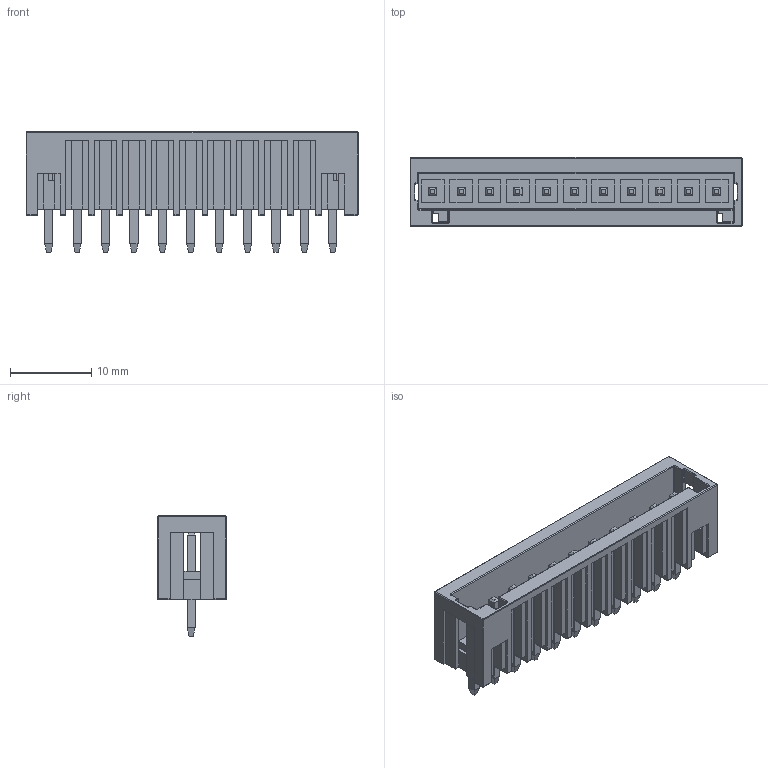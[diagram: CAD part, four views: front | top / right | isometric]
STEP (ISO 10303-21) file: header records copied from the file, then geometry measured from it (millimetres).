
FILE_DESCRIPTION(/* description */ ('model of Wago_734-141_1x11_P3.50mm_Vertical'),/* implementation_level */ '2;1');
FILE_NAME(/* name */ 'Wago_734-141_1x11_P3.50mm_Vertical.step',/* time_stamp */ '2020-11-11T11:48:25',/* author */ ('kicad StepUp','ksu'),/* organization */ ('FreeCAD'),/* preprocessor_version */ 'OCC',/* originating_system */ 'kicad StepUp',/* authorisation */ '');
FILE_SCHEMA(('AUTOMOTIVE_DESIGN { 1 0 10303 214 1 1 1 1 }'));
Length unit declared in the file: millimetre
Products named in the file (1): Wago_734_141_1x11_P350mm_Vertical
Bounding box: 40.9 x 8.5 x 14.8 mm (x, y, z)
Volume: 1454.5 mm3; surface area: 3596 mm2
Topology: 1 solids, 1 shells, 550 faces, 1402 edges, 859 vertices
Faces by surface type: plane 423, cylinder 87, sphere 21, torus 19
Entity records: 20077 total; most frequent: CARTESIAN_POINT 2967, ORIENTED_EDGE 2762, DIRECTION 2668, EDGE_CURVE 1381, LINE 1180, VECTOR 1180, VERTEX_POINT 859, AXIS2_PLACEMENT_3D 744
